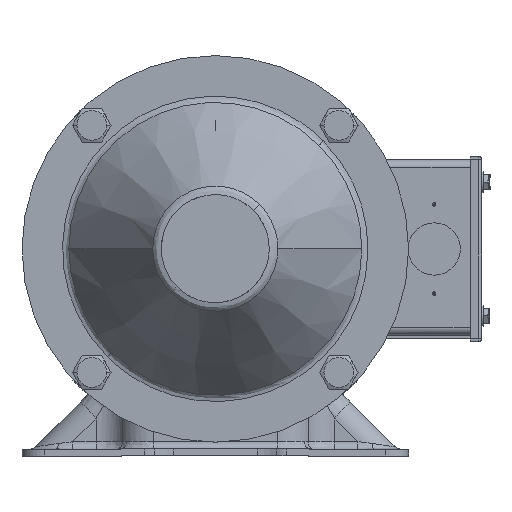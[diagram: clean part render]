
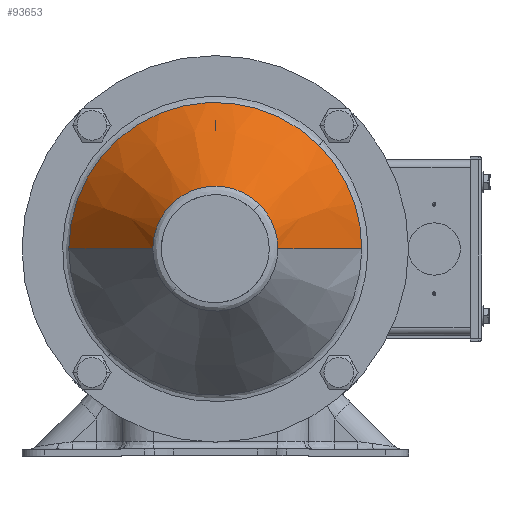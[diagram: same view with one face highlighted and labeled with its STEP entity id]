
A CAD part, top view. The second image highlights one B-rep face of the part: STEP entity #93653.
In plain terms, the highlighted conical face has half-angle 33.547 degrees and reference radius 62.558 mm.
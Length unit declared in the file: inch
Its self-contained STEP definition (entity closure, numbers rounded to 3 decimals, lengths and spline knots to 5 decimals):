
#3539 = ORIENTED_EDGE ( 'NONE', *, *, #93611, .T. ) ;
#4550 = DIRECTION ( 'NONE',  ( 0.707, 0.707, 0. ) ) ;
#4886 = CIRCLE ( 'NONE', #53890, 2.46292 ) ;
#9696 = ORIENTED_EDGE ( 'NONE', *, *, #47641, .T. ) ;
#10830 = DIRECTION ( 'NONE',  ( 0., 0., -1. ) ) ;
#12676 = CARTESIAN_POINT ( 'NONE',  ( 0., 0., 3.85372 ) ) ;
#15409 = DIRECTION ( 'NONE',  ( -0.553, 0., -0.833 ) ) ;
#15690 = CIRCLE ( 'NONE', #88335, 1.05126 ) ;
#17838 = VERTEX_POINT ( 'NONE', #99058 ) ;
#17972 = EDGE_CURVE ( 'NONE', #82398, #65694, #54447, .T. ) ;
#19844 = DIRECTION ( 'NONE',  ( 0., 0., 1. ) ) ;
#21680 = CARTESIAN_POINT ( 'NONE',  ( 0., 0., 5.98269 ) ) ;
#23954 = CARTESIAN_POINT ( 'NONE',  ( -2.46292, 0., 3.85372 ) ) ;
#25301 = CARTESIAN_POINT ( 'NONE',  ( 2.46292, 0., 3.85372 ) ) ;
#25760 = CARTESIAN_POINT ( 'NONE',  ( 0., 0., 3.85372 ) ) ;
#34816 = ORIENTED_EDGE ( 'NONE', *, *, #66654, .T. ) ;
#45362 = ORIENTED_EDGE ( 'NONE', *, *, #17972, .F. ) ;
#47641 = EDGE_CURVE ( 'NONE', #65757, #59357, #99304, .T. ) ;
#51134 = AXIS2_PLACEMENT_3D ( 'NONE', #25760, #95812, #80159 ) ;
#52134 = VECTOR ( 'NONE', #73888, 39.37008 ) ;
#53890 = AXIS2_PLACEMENT_3D ( 'NONE', #12676, #19844, #67115 ) ;
#54447 = LINE ( 'NONE', #100405, #93387 ) ;
#56294 = EDGE_LOOP ( 'NONE', ( #34816, #88173, #3539, #9696, #75656, #45362 ) ) ;
#59357 = VERTEX_POINT ( 'NONE', #77006 ) ;
#63536 = CARTESIAN_POINT ( 'NONE',  ( 0.74335, 0.74335, 5.98269 ) ) ;
#65393 = CARTESIAN_POINT ( 'NONE',  ( -1.05126, 0., 5.98269 ) ) ;
#65694 = VERTEX_POINT ( 'NONE', #23954 ) ;
#65757 = VERTEX_POINT ( 'NONE', #25301 ) ;
#66439 = CARTESIAN_POINT ( 'NONE',  ( 0., 0., 5.98269 ) ) ;
#66654 = EDGE_CURVE ( 'NONE', #82398, #79437, #15690, .T. ) ;
#67115 = DIRECTION ( 'NONE',  ( 0.707, 0.707, 0. ) ) ;
#73143 = AXIS2_PLACEMENT_3D ( 'NONE', #80216, #10830, #97836 ) ;
#73888 = DIRECTION ( 'NONE',  ( 0.553, 0., -0.833 ) ) ;
#74265 = DIRECTION ( 'NONE',  ( 0., 0., -1. ) ) ;
#75656 = ORIENTED_EDGE ( 'NONE', *, *, #88115, .T. ) ;
#76087 = DIRECTION ( 'NONE',  ( 0., 0., -1. ) ) ;
#77006 = CARTESIAN_POINT ( 'NONE',  ( 1.74155, 1.74155, 3.85372 ) ) ;
#79437 = VERTEX_POINT ( 'NONE', #63536 ) ;
#80159 = DIRECTION ( 'NONE',  ( 0.707, 0.707, 0. ) ) ;
#80216 = CARTESIAN_POINT ( 'NONE',  ( 0., 0., 3.85372 ) ) ;
#81559 = EDGE_CURVE ( 'NONE', #79437, #17838, #85158, .T. ) ;
#82398 = VERTEX_POINT ( 'NONE', #65393 ) ;
#82809 = AXIS2_PLACEMENT_3D ( 'NONE', #21680, #76087, #83896 ) ;
#83896 = DIRECTION ( 'NONE',  ( 0.707, 0.707, 0. ) ) ;
#85158 = CIRCLE ( 'NONE', #82809, 1.05126 ) ;
#88115 = EDGE_CURVE ( 'NONE', #59357, #65694, #4886, .T. ) ;
#88173 = ORIENTED_EDGE ( 'NONE', *, *, #81559, .T. ) ;
#88335 = AXIS2_PLACEMENT_3D ( 'NONE', #66439, #74265, #4550 ) ;
#89522 = CARTESIAN_POINT ( 'NONE',  ( 2.46292, 0., 3.85372 ) ) ;
#93387 = VECTOR ( 'NONE', #15409, 39.37008 ) ;
#93611 = EDGE_CURVE ( 'NONE', #17838, #65757, #100812, .T. ) ;
#93653 = ADVANCED_FACE ( 'NONE', ( #98364 ), #94802, .T. ) ;
#94802 = CONICAL_SURFACE ( 'NONE', #73143, 2.46292, 0.586 ) ;
#95812 = DIRECTION ( 'NONE',  ( 0., 0., 1. ) ) ;
#97836 = DIRECTION ( 'NONE',  ( -1., 0., 0. ) ) ;
#98364 = FACE_OUTER_BOUND ( 'NONE', #56294, .T. ) ;
#99058 = CARTESIAN_POINT ( 'NONE',  ( 1.05126, 0., 5.98269 ) ) ;
#99304 = CIRCLE ( 'NONE', #51134, 2.46292 ) ;
#100405 = CARTESIAN_POINT ( 'NONE',  ( -2.46292, 0., 3.85372 ) ) ;
#100812 = LINE ( 'NONE', #89522, #52134 ) ;
